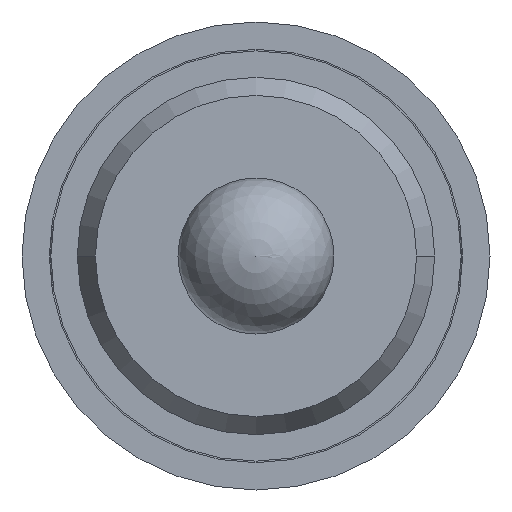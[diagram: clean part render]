
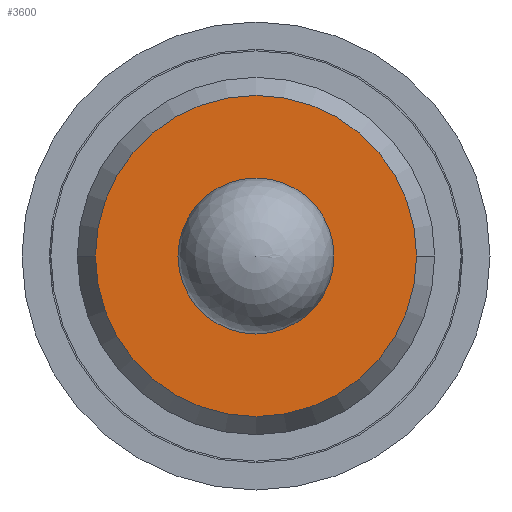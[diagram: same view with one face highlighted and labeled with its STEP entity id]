
A CAD part, front view. The second image highlights one B-rep face of the part: STEP entity #3600.
In plain terms, the highlighted planar face has unit normal (0, -1, 0).
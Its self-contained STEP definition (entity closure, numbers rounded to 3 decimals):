
#31 = CARTESIAN_POINT ( 'NONE',  ( -1.03, -2.3, 0. ) ) ;
#64 = CIRCLE ( 'NONE', #3518, 1.03 ) ;
#160 = CARTESIAN_POINT ( 'NONE',  ( 0., -2.3, -0.5 ) ) ;
#220 = DIRECTION ( 'NONE',  ( 0., 1., 0. ) ) ;
#329 = EDGE_LOOP ( 'NONE', ( #3697, #2177 ) ) ;
#349 = AXIS2_PLACEMENT_3D ( 'NONE', #1405, #1463, #4034 ) ;
#459 = CARTESIAN_POINT ( 'NONE',  ( 0., -2.3, 0. ) ) ;
#545 = VERTEX_POINT ( 'NONE', #160 ) ;
#568 = ORIENTED_EDGE ( 'NONE', *, *, #3073, .T. ) ;
#888 = DIRECTION ( 'NONE',  ( 0., -1., 0. ) ) ;
#891 = CIRCLE ( 'NONE', #3897, 0.5 ) ;
#929 = CIRCLE ( 'NONE', #349, 0.5 ) ;
#1175 = VERTEX_POINT ( 'NONE', #1900 ) ;
#1212 = DIRECTION ( 'NONE',  ( 1., 0., 0. ) ) ;
#1400 = AXIS2_PLACEMENT_3D ( 'NONE', #3623, #1632, #4247 ) ;
#1405 = CARTESIAN_POINT ( 'NONE',  ( 0., -2.3, 0. ) ) ;
#1452 = FACE_BOUND ( 'NONE', #329, .T. ) ;
#1463 = DIRECTION ( 'NONE',  ( 0., 1., 0. ) ) ;
#1497 = EDGE_CURVE ( 'Defeature ausgef�hrt1_19+Defeature ausgef�hrt1_18+Defeature ausgef�hrt1_18+Defeature ausgef�hrt1_18', #1175, #3367, #1566, .T. ) ;
#1566 = CIRCLE ( 'NONE', #3325, 1.03 ) ;
#1623 = CARTESIAN_POINT ( 'NONE',  ( 0., -2.3, 0.5 ) ) ;
#1632 = DIRECTION ( 'NONE',  ( 0., -1., 0. ) ) ;
#1900 = CARTESIAN_POINT ( 'NONE',  ( 1.03, -2.3, 0. ) ) ;
#2076 = VERTEX_POINT ( 'NONE', #1623 ) ;
#2177 = ORIENTED_EDGE ( 'NONE', *, *, #3365, .T. ) ;
#2310 = PLANE ( 'NONE',  #1400 ) ;
#2448 = ORIENTED_EDGE ( 'NONE', *, *, #1497, .T. ) ;
#2477 = DIRECTION ( 'NONE',  ( 0., -1., 0. ) ) ;
#2661 = EDGE_CURVE ( 'Defeature ausgef�hrt1_19+Defeature ausgef�hrt1_16+Defeature ausgef�hrt1_16+Defeature ausgef�hrt1_16', #2076, #545, #891, .T. ) ;
#2816 = DIRECTION ( 'NONE',  ( 1., 0., 0. ) ) ;
#2863 = CARTESIAN_POINT ( 'NONE',  ( 0., -2.3, 0. ) ) ;
#3073 = EDGE_CURVE ( 'Defeature ausgef�hrt1_19+Defeature ausgef�hrt1_18+Defeature ausgef�hrt1_18+Defeature ausgef�hrt1_18', #3367, #1175, #64, .T. ) ;
#3177 = CARTESIAN_POINT ( 'NONE',  ( 0., -2.3, 0. ) ) ;
#3197 = DIRECTION ( 'NONE',  ( 1., 0., 0. ) ) ;
#3325 = AXIS2_PLACEMENT_3D ( 'NONE', #459, #2477, #1212 ) ;
#3365 = EDGE_CURVE ( 'Defeature ausgef�hrt1_19+Defeature ausgef�hrt1_16+Defeature ausgef�hrt1_16+Defeature ausgef�hrt1_16', #545, #2076, #929, .T. ) ;
#3367 = VERTEX_POINT ( 'NONE', #31 ) ;
#3518 = AXIS2_PLACEMENT_3D ( 'NONE', #2863, #888, #3197 ) ;
#3600 = ADVANCED_FACE ( 'Defeature ausgef�hrt1_19', ( #1452, #3859 ), #2310, .T. ) ;
#3623 = CARTESIAN_POINT ( 'NONE',  ( -1.145, -2.3, 0. ) ) ;
#3697 = ORIENTED_EDGE ( 'NONE', *, *, #2661, .T. ) ;
#3859 = FACE_OUTER_BOUND ( 'NONE', #3984, .T. ) ;
#3897 = AXIS2_PLACEMENT_3D ( 'NONE', #3177, #220, #2816 ) ;
#3984 = EDGE_LOOP ( 'NONE', ( #568, #2448 ) ) ;
#4034 = DIRECTION ( 'NONE',  ( 1., 0., 0. ) ) ;
#4247 = DIRECTION ( 'NONE',  ( 1., 0., 0. ) ) ;
